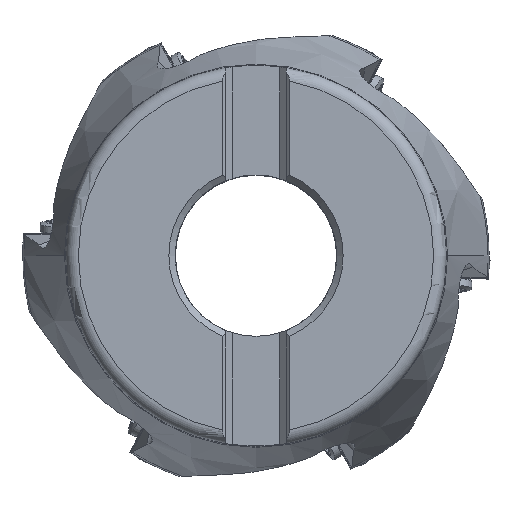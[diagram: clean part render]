
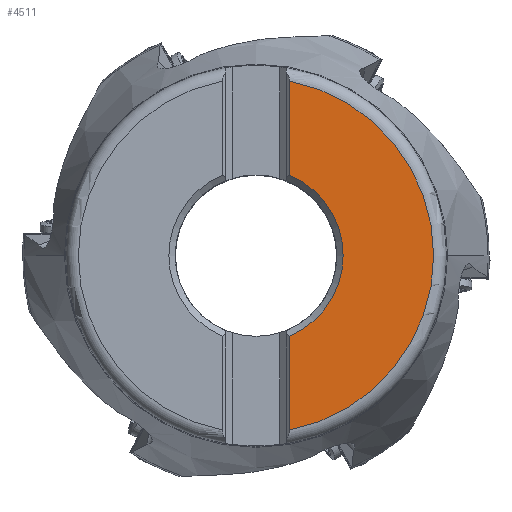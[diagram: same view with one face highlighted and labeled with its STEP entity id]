
A CAD part, top view. The second image highlights one B-rep face of the part: STEP entity #4511.
In plain terms, the highlighted planar face has unit normal (0, 0, 1).
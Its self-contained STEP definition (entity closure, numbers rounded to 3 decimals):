
#1652=LINE('',#27915,#2707);
#1653=LINE('',#27916,#2708);
#2707=VECTOR('',#20207,1.);
#2708=VECTOR('',#20208,1.);
#3674=FACE_OUTER_BOUND('',#5890,.T.);
#4511=ADVANCED_FACE('',(#3674),#5325,.T.);
#5325=PLANE('',#17696);
#5890=EDGE_LOOP('',(#7927,#7928,#7929,#7930,#7931,#7932));
#7927=ORIENTED_EDGE('',*,*,#14193,.F.);
#7928=ORIENTED_EDGE('',*,*,#14192,.F.);
#7929=ORIENTED_EDGE('',*,*,#14194,.F.);
#7930=ORIENTED_EDGE('',*,*,#14151,.F.);
#7931=ORIENTED_EDGE('',*,*,#14150,.F.);
#7932=ORIENTED_EDGE('',*,*,#14195,.F.);
#12288=VERTEX_POINT('',#27762);
#12289=VERTEX_POINT('',#27764);
#12290=VERTEX_POINT('',#27766);
#12318=VERTEX_POINT('',#27903);
#12319=VERTEX_POINT('',#27910);
#12320=VERTEX_POINT('',#27912);
#14150=EDGE_CURVE('',#12288,#12289,#16043,.T.);
#14151=EDGE_CURVE('',#12289,#12290,#16044,.T.);
#14192=EDGE_CURVE('',#12319,#12320,#16058,.T.);
#14193=EDGE_CURVE('',#12320,#12318,#16059,.T.);
#14194=EDGE_CURVE('',#12290,#12319,#1652,.T.);
#14195=EDGE_CURVE('',#12318,#12288,#1653,.T.);
#16043=CIRCLE('',#17668,28.);
#16044=CIRCLE('',#17669,28.);
#16058=CIRCLE('',#17693,13.735);
#16059=CIRCLE('',#17694,13.735);
#17668=AXIS2_PLACEMENT_3D('',#27763,#20135,#20136);
#17669=AXIS2_PLACEMENT_3D('',#27765,#20137,#20138);
#17693=AXIS2_PLACEMENT_3D('',#27911,#20201,#20202);
#17694=AXIS2_PLACEMENT_3D('',#27913,#20203,#20204);
#17696=AXIS2_PLACEMENT_3D('',#27917,#20209,#20210);
#20135=DIRECTION('',(0.,0.,-1.));
#20136=DIRECTION('',(0.188,0.982,0.));
#20137=DIRECTION('',(0.,0.,-1.));
#20138=DIRECTION('',(1.,0.,0.));
#20201=DIRECTION('',(0.,0.,1.));
#20202=DIRECTION('',(0.383,-0.924,0.));
#20203=DIRECTION('',(0.,0.,1.));
#20204=DIRECTION('',(1.,0.,0.));
#20207=DIRECTION('',(0.,1.,0.));
#20208=DIRECTION('',(0.,1.,0.));
#20209=DIRECTION('',(0.,0.,1.));
#20210=DIRECTION('',(1.,0.,0.));
#27762=CARTESIAN_POINT('',(5.263,27.501,0.));
#27763=CARTESIAN_POINT('',(0.,0.,0.));
#27764=CARTESIAN_POINT('',(28.,0.,0.));
#27765=CARTESIAN_POINT('',(0.,0.,0.));
#27766=CARTESIAN_POINT('',(5.263,-27.501,0.));
#27903=CARTESIAN_POINT('',(5.263,12.687,0.));
#27910=CARTESIAN_POINT('',(5.263,-12.687,0.));
#27911=CARTESIAN_POINT('',(0.,0.,0.));
#27912=CARTESIAN_POINT('',(13.735,0.,0.));
#27913=CARTESIAN_POINT('',(0.,0.,0.));
#27915=CARTESIAN_POINT('',(5.263,-27.501,0.));
#27916=CARTESIAN_POINT('',(5.263,12.687,0.));
#27917=CARTESIAN_POINT('',(16.631,0.,0.));
